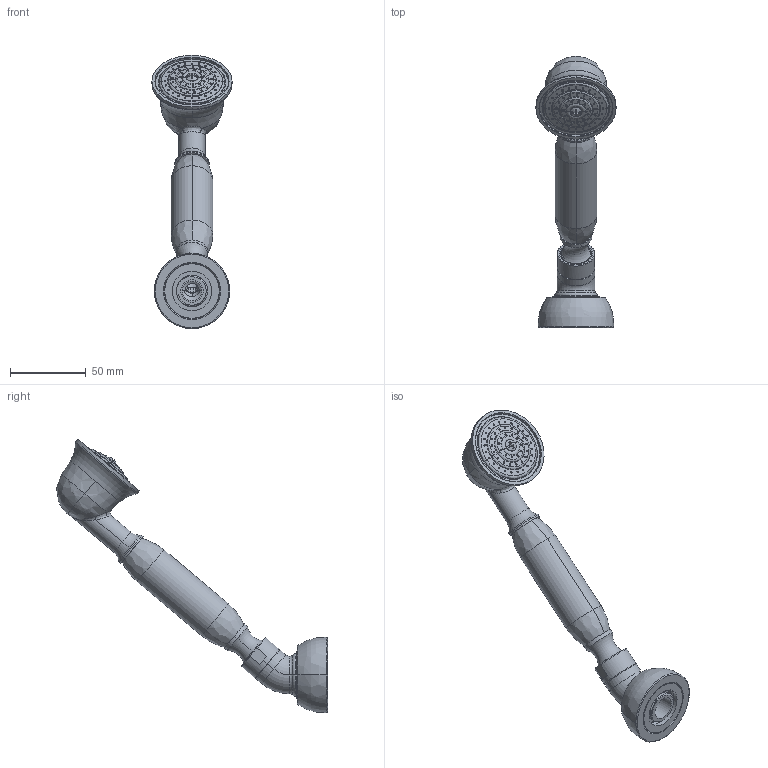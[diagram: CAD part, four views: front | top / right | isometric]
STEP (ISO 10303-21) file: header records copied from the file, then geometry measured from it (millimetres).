
FILE_DESCRIPTION((''),'2;1');
FILE_NAME('281C_ASM','2010-12-09T',('project'),(''),'PRO/ENGINEER BY PARAMETRIC TECHNOLOGY CORPORATION, 2009300','PRO/ENGINEER BY PARAMETRIC TECHNOLOGY CORPORATION, 2009300','');
FILE_SCHEMA(('CONFIG_CONTROL_DESIGN'));
Length unit declared in the file: inch
Products named in the file (20): 50307_AF0; 91182; 91180_AF0; 50308_AF0; 91181_AF0; 5-011_AF0_ASM; 50303_AF0; 50304_AF0; 50305; 50306; 6-289_AF0_ASM; 289_AF0_ASM; 50280; 50628; 50281; 50283; 50282; 92068; 281_ASM; 281C_ASM
Assembly tree (19 placements, depth 4):
  281C_ASM
    289_AF0_ASM
      5-011_AF0_ASM
        50307_AF0
        91182
        91180_AF0
        50308_AF0
        91181_AF0
      6-289_AF0_ASM
        50303_AF0
        50304_AF0
        50305
        50306
    281_ASM
      50280
      50628
      50281
      50283
      50282
      92068
Bounding box: 52.83 x 178.55 x 180.06 mm (x, y, z)
Volume: 73602.8 mm3; surface area: 104856.3 mm2
Topology: 12 solids, 18 shells, 1075 faces, 2857 edges, 1824 vertices
Faces by surface type: cylinder 513, bspline 215, plane 150, cone 99, torus 98
Entity records: 81734 total; most frequent: CARTESIAN_POINT 56944, ORIENTED_EDGE 5587, DIRECTION 4090, EDGE_CURVE 2855, VERTEX_POINT 1824, AXIS2_PLACEMENT_3D 1581, B_SPLINE_CURVE_WITH_KNOTS 1274, EDGE_LOOP 1272
